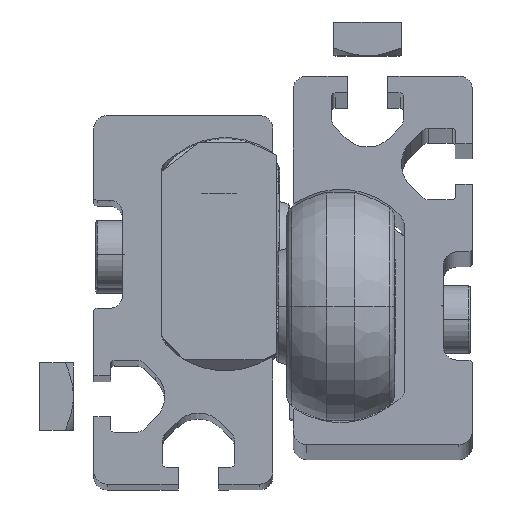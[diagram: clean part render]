
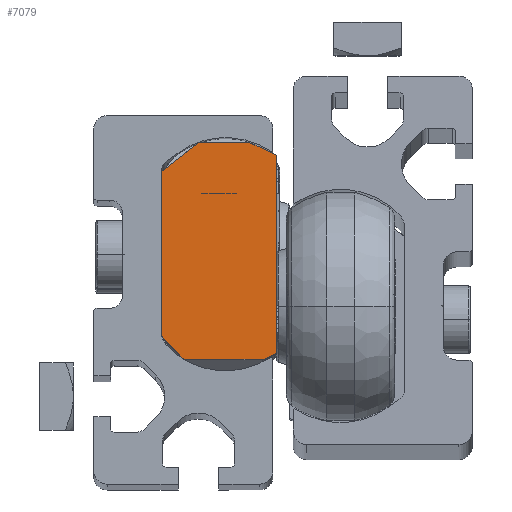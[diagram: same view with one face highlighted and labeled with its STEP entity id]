
A CAD part, top view. The second image highlights one B-rep face of the part: STEP entity #7079.
In plain terms, the highlighted face is planar.
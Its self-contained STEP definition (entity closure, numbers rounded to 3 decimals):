
#19 = ORIENTED_EDGE ( 'NONE', *, *, #5184, .T. ) ;
#246 = VECTOR ( 'NONE', #6065, 1000. ) ;
#1021 = VECTOR ( 'NONE', #21366, 1000. ) ;
#2478 = EDGE_CURVE ( 'NONE', #20630, #9899, #6499, .T. ) ;
#3659 = VERTEX_POINT ( 'NONE', #11503 ) ;
#4507 = ORIENTED_EDGE ( 'NONE', *, *, #13769, .F. ) ;
#4631 = AXIS2_PLACEMENT_3D ( 'NONE', #8258, #6230, #22726 ) ;
#5184 = EDGE_CURVE ( 'NONE', #9899, #3659, #20180, .T. ) ;
#5707 = LINE ( 'NONE', #18734, #246 ) ;
#6065 = DIRECTION ( 'NONE',  ( 0., -1., 0. ) ) ;
#6230 = DIRECTION ( 'NONE',  ( -1., 0., 0. ) ) ;
#6455 = DIRECTION ( 'NONE',  ( 0., -0.423, -0.906 ) ) ;
#6499 = LINE ( 'NONE', #19164, #12360 ) ;
#7079 = ADVANCED_FACE ( 'NONE', ( #15420 ), #22605, .F. ) ;
#7586 = EDGE_CURVE ( 'NONE', #16112, #3659, #11337, .T. ) ;
#7743 = DIRECTION ( 'NONE',  ( 0., 1., 0. ) ) ;
#8258 = CARTESIAN_POINT ( 'NONE',  ( 19., 1.5, 22.2 ) ) ;
#8590 = CARTESIAN_POINT ( 'NONE',  ( 19., 16.5, -4.6 ) ) ;
#8680 = VECTOR ( 'NONE', #7743, 1000. ) ;
#9899 = VERTEX_POINT ( 'NONE', #15738 ) ;
#10034 = LINE ( 'NONE', #8590, #14440 ) ;
#10250 = EDGE_LOOP ( 'NONE', ( #4507, #16149, #16201, #19, #20328, #13788, #20012, #16144 ) ) ;
#10686 = VERTEX_POINT ( 'NONE', #23445 ) ;
#10749 = VECTOR ( 'NONE', #19452, 1000. ) ;
#10967 = DIRECTION ( 'NONE',  ( 0., 0., -1. ) ) ;
#11085 = CARTESIAN_POINT ( 'NONE',  ( 19., -15.5, 5.2 ) ) ;
#11337 = LINE ( 'NONE', #22332, #13464 ) ;
#11503 = CARTESIAN_POINT ( 'NONE',  ( 19., -15.5, -6.7 ) ) ;
#12360 = VECTOR ( 'NONE', #13780, 1000. ) ;
#12635 = LINE ( 'NONE', #19935, #8680 ) ;
#13187 = VERTEX_POINT ( 'NONE', #20590 ) ;
#13464 = VECTOR ( 'NONE', #15159, 1000. ) ;
#13578 = CARTESIAN_POINT ( 'NONE',  ( 19., 16.5, -4.6 ) ) ;
#13607 = EDGE_CURVE ( 'NONE', #20630, #14048, #12635, .T. ) ;
#13769 = EDGE_CURVE ( 'NONE', #14048, #15235, #14065, .T. ) ;
#13780 = DIRECTION ( 'NONE',  ( 0., -0.707, -0.707 ) ) ;
#13788 = ORIENTED_EDGE ( 'NONE', *, *, #21190, .F. ) ;
#14048 = VERTEX_POINT ( 'NONE', #16433 ) ;
#14065 = LINE ( 'NONE', #17759, #1021 ) ;
#14440 = VECTOR ( 'NONE', #6455, 1000. ) ;
#15159 = DIRECTION ( 'NONE',  ( 0., -0.423, 0.906 ) ) ;
#15235 = VERTEX_POINT ( 'NONE', #17752 ) ;
#15420 = FACE_OUTER_BOUND ( 'NONE', #10250, .T. ) ;
#15738 = CARTESIAN_POINT ( 'NONE',  ( 19., -15.5, 5.2 ) ) ;
#16112 = VERTEX_POINT ( 'NONE', #20667 ) ;
#16144 = ORIENTED_EDGE ( 'NONE', *, *, #20002, .T. ) ;
#16149 = ORIENTED_EDGE ( 'NONE', *, *, #13607, .F. ) ;
#16201 = ORIENTED_EDGE ( 'NONE', *, *, #2478, .T. ) ;
#16433 = CARTESIAN_POINT ( 'NONE',  ( 19., 12.203, 8.5 ) ) ;
#17752 = CARTESIAN_POINT ( 'NONE',  ( 19., 16.5, 3. ) ) ;
#17759 = CARTESIAN_POINT ( 'NONE',  ( 19., 12.203, 8.5 ) ) ;
#18734 = CARTESIAN_POINT ( 'NONE',  ( 19., 14.681, -8.5 ) ) ;
#19164 = CARTESIAN_POINT ( 'NONE',  ( 19., -12.2, 8.5 ) ) ;
#19452 = DIRECTION ( 'NONE',  ( 0., 0., 1. ) ) ;
#19935 = CARTESIAN_POINT ( 'NONE',  ( 19., -12.2, 8.5 ) ) ;
#20002 = EDGE_CURVE ( 'NONE', #10686, #15235, #20897, .T. ) ;
#20012 = ORIENTED_EDGE ( 'NONE', *, *, #22127, .F. ) ;
#20180 = LINE ( 'NONE', #11085, #20292 ) ;
#20292 = VECTOR ( 'NONE', #10967, 1000. ) ;
#20328 = ORIENTED_EDGE ( 'NONE', *, *, #7586, .F. ) ;
#20474 = CARTESIAN_POINT ( 'NONE',  ( 19., -12.2, 8.5 ) ) ;
#20590 = CARTESIAN_POINT ( 'NONE',  ( 19., 14.681, -8.5 ) ) ;
#20630 = VERTEX_POINT ( 'NONE', #20474 ) ;
#20667 = CARTESIAN_POINT ( 'NONE',  ( 19., -14.661, -8.5 ) ) ;
#20897 = LINE ( 'NONE', #13578, #10749 ) ;
#21190 = EDGE_CURVE ( 'NONE', #13187, #16112, #5707, .T. ) ;
#21366 = DIRECTION ( 'NONE',  ( 0., 0.616, -0.788 ) ) ;
#22127 = EDGE_CURVE ( 'NONE', #10686, #13187, #10034, .T. ) ;
#22332 = CARTESIAN_POINT ( 'NONE',  ( 19., -14.661, -8.5 ) ) ;
#22605 = PLANE ( 'NONE',  #4631 ) ;
#22726 = DIRECTION ( 'NONE',  ( 0., 0., 1. ) ) ;
#23445 = CARTESIAN_POINT ( 'NONE',  ( 19., 16.5, -4.6 ) ) ;
